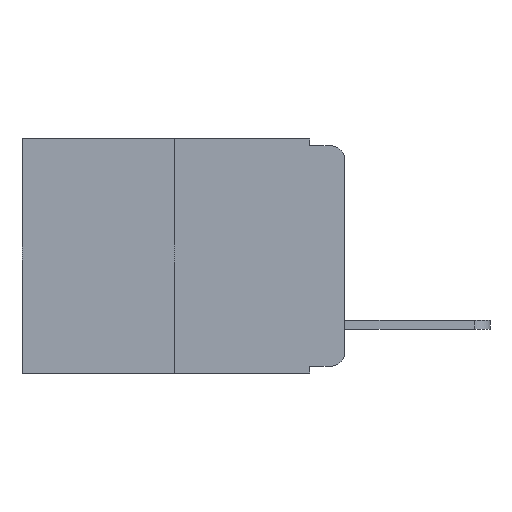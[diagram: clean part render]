
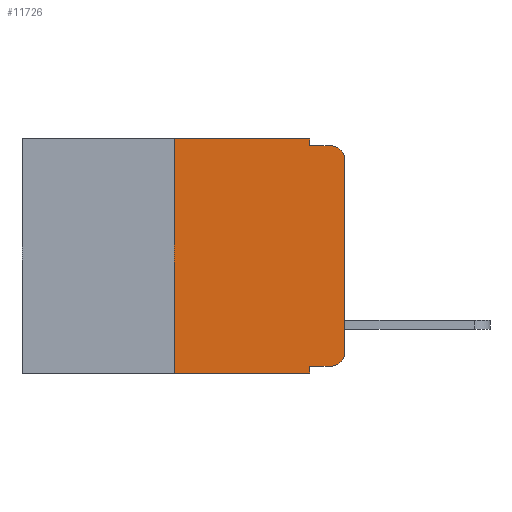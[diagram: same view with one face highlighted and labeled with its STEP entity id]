
A CAD part, left-side view. The second image highlights one B-rep face of the part: STEP entity #11726.
In plain terms, the highlighted planar face has unit normal (-1, 0, 0).
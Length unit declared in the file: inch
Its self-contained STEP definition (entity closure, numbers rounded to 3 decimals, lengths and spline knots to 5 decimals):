
#51 = EDGE_LOOP ( 'NONE', ( #6015, #437, #11725, #4638, #263, #10208, #6189, #4923, #915, #10734 ) ) ;
#263 = ORIENTED_EDGE ( 'NONE', *, *, #2956, .F. ) ;
#437 = ORIENTED_EDGE ( 'NONE', *, *, #4225, .T. ) ;
#499 = DIRECTION ( 'NONE',  ( 0., -1., 0. ) ) ;
#743 = CIRCLE ( 'NONE', #9520, 0.02 ) ;
#915 = ORIENTED_EDGE ( 'NONE', *, *, #3340, .T. ) ;
#1214 = CARTESIAN_POINT ( 'NONE',  ( 0., 0.02, -0.313 ) ) ;
#1307 = CARTESIAN_POINT ( 'NONE',  ( 0., 0., 0. ) ) ;
#1480 = LINE ( 'NONE', #4443, #9106 ) ;
#1787 = CARTESIAN_POINT ( 'NONE',  ( 0., 0.051, -0.01 ) ) ;
#1945 = DIRECTION ( 'NONE',  ( 0., -1., 0. ) ) ;
#1972 = VECTOR ( 'NONE', #11804, 39.37008 ) ;
#2026 = LINE ( 'NONE', #7268, #9213 ) ;
#2154 = VERTEX_POINT ( 'NONE', #8778 ) ;
#2427 = VERTEX_POINT ( 'NONE', #11996 ) ;
#2544 = DIRECTION ( 'NONE',  ( 0., 0., -1. ) ) ;
#2760 = CARTESIAN_POINT ( 'NONE',  ( 0., 0.051, -0.343 ) ) ;
#2820 = CIRCLE ( 'NONE', #5120, 0.02 ) ;
#2827 = AXIS2_PLACEMENT_3D ( 'NONE', #10343, #5993, #5948 ) ;
#2956 = EDGE_CURVE ( 'NONE', #2154, #7156, #4497, .T. ) ;
#2987 = CARTESIAN_POINT ( 'NONE',  ( 0., 0.051, -0.333 ) ) ;
#3088 = VERTEX_POINT ( 'NONE', #8307 ) ;
#3169 = CARTESIAN_POINT ( 'NONE',  ( 0., 0.02, -0.03 ) ) ;
#3195 = VERTEX_POINT ( 'NONE', #2987 ) ;
#3340 = EDGE_CURVE ( 'NONE', #3195, #3088, #11351, .T. ) ;
#3755 = CARTESIAN_POINT ( 'NONE',  ( 0., 0.25, -0.343 ) ) ;
#4225 = EDGE_CURVE ( 'NONE', #8519, #2427, #2820, .T. ) ;
#4402 = EDGE_CURVE ( 'NONE', #5700, #8519, #7259, .T. ) ;
#4443 = CARTESIAN_POINT ( 'NONE',  ( 0., 0.25, 0. ) ) ;
#4473 = EDGE_CURVE ( 'NONE', #6384, #2154, #1480, .T. ) ;
#4497 = LINE ( 'NONE', #10862, #1972 ) ;
#4638 = ORIENTED_EDGE ( 'NONE', *, *, #6631, .F. ) ;
#4904 = VECTOR ( 'NONE', #11602, 39.37008 ) ;
#4923 = ORIENTED_EDGE ( 'NONE', *, *, #9697, .F. ) ;
#4982 = DIRECTION ( 'NONE',  ( 0., 0., -1. ) ) ;
#5120 = AXIS2_PLACEMENT_3D ( 'NONE', #3169, #7798, #5901 ) ;
#5161 = CARTESIAN_POINT ( 'NONE',  ( 0., 0.051, -0.333 ) ) ;
#5346 = LINE ( 'NONE', #9233, #9878 ) ;
#5387 = VERTEX_POINT ( 'NONE', #2760 ) ;
#5700 = VERTEX_POINT ( 'NONE', #11858 ) ;
#5819 = CARTESIAN_POINT ( 'NONE',  ( 0., 0., -0.03 ) ) ;
#5901 = DIRECTION ( 'NONE',  ( 0., 0., -1. ) ) ;
#5948 = DIRECTION ( 'NONE',  ( 0., 0., -1. ) ) ;
#5993 = DIRECTION ( 'NONE',  ( 1., 0., 0. ) ) ;
#6015 = ORIENTED_EDGE ( 'NONE', *, *, #4402, .T. ) ;
#6189 = ORIENTED_EDGE ( 'NONE', *, *, #7184, .T. ) ;
#6204 = LINE ( 'NONE', #11423, #8811 ) ;
#6384 = VERTEX_POINT ( 'NONE', #3755 ) ;
#6631 = EDGE_CURVE ( 'NONE', #7156, #8591, #10476, .T. ) ;
#6831 = CARTESIAN_POINT ( 'NONE',  ( 0., 0.051, 0. ) ) ;
#7156 = VERTEX_POINT ( 'NONE', #6831 ) ;
#7184 = EDGE_CURVE ( 'NONE', #6384, #5387, #5346, .T. ) ;
#7259 = LINE ( 'NONE', #1307, #4904 ) ;
#7268 = CARTESIAN_POINT ( 'NONE',  ( 0., 0.051, 0. ) ) ;
#7511 = EDGE_CURVE ( 'NONE', #3088, #5700, #743, .T. ) ;
#7761 = FACE_OUTER_BOUND ( 'NONE', #51, .T. ) ;
#7774 = CARTESIAN_POINT ( 'NONE',  ( 0., 0.051, 0. ) ) ;
#7798 = DIRECTION ( 'NONE',  ( -1., 0., 0. ) ) ;
#7862 = DIRECTION ( 'NONE',  ( 0., 0., -1. ) ) ;
#8146 = VECTOR ( 'NONE', #4982, 39.37008 ) ;
#8307 = CARTESIAN_POINT ( 'NONE',  ( 0., 0.02, -0.333 ) ) ;
#8519 = VERTEX_POINT ( 'NONE', #5819 ) ;
#8591 = VERTEX_POINT ( 'NONE', #1787 ) ;
#8778 = CARTESIAN_POINT ( 'NONE',  ( 0., 0.25, 0. ) ) ;
#8811 = VECTOR ( 'NONE', #1945, 39.37008 ) ;
#8825 = DIRECTION ( 'NONE',  ( 0., -1., 0. ) ) ;
#9106 = VECTOR ( 'NONE', #9121, 39.37008 ) ;
#9121 = DIRECTION ( 'NONE',  ( 0., 0., 1. ) ) ;
#9213 = VECTOR ( 'NONE', #2544, 39.37008 ) ;
#9233 = CARTESIAN_POINT ( 'NONE',  ( 0., 0.473, -0.343 ) ) ;
#9235 = EDGE_CURVE ( 'NONE', #8591, #2427, #6204, .T. ) ;
#9397 = PLANE ( 'NONE',  #2827 ) ;
#9454 = VECTOR ( 'NONE', #8825, 39.37008 ) ;
#9520 = AXIS2_PLACEMENT_3D ( 'NONE', #1214, #9629, #7862 ) ;
#9629 = DIRECTION ( 'NONE',  ( -1., 0., 0. ) ) ;
#9697 = EDGE_CURVE ( 'NONE', #3195, #5387, #2026, .T. ) ;
#9878 = VECTOR ( 'NONE', #499, 39.37008 ) ;
#10208 = ORIENTED_EDGE ( 'NONE', *, *, #4473, .F. ) ;
#10343 = CARTESIAN_POINT ( 'NONE',  ( 0., 0.473, 0. ) ) ;
#10476 = LINE ( 'NONE', #7774, #8146 ) ;
#10734 = ORIENTED_EDGE ( 'NONE', *, *, #7511, .T. ) ;
#10862 = CARTESIAN_POINT ( 'NONE',  ( 0., 0.473, 0. ) ) ;
#11351 = LINE ( 'NONE', #5161, #9454 ) ;
#11423 = CARTESIAN_POINT ( 'NONE',  ( 0., 0.051, -0.01 ) ) ;
#11602 = DIRECTION ( 'NONE',  ( 0., 0., 1. ) ) ;
#11725 = ORIENTED_EDGE ( 'NONE', *, *, #9235, .F. ) ;
#11726 = ADVANCED_FACE ( 'NONE', ( #7761 ), #9397, .F. ) ;
#11804 = DIRECTION ( 'NONE',  ( 0., -1., 0. ) ) ;
#11858 = CARTESIAN_POINT ( 'NONE',  ( 0., 0., -0.313 ) ) ;
#11996 = CARTESIAN_POINT ( 'NONE',  ( 0., 0.02, -0.01 ) ) ;
